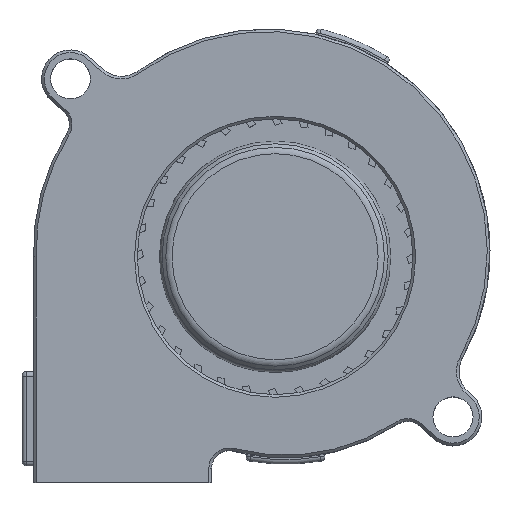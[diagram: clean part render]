
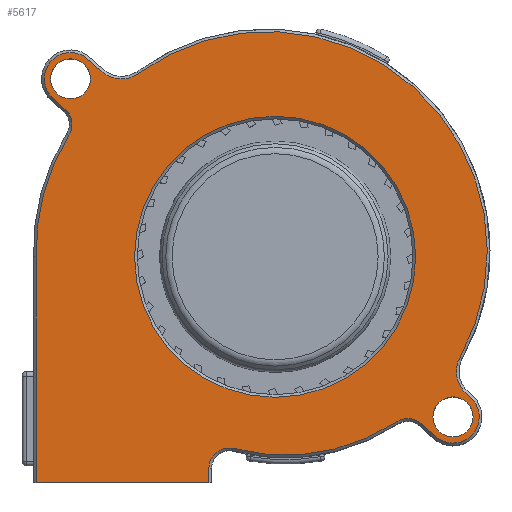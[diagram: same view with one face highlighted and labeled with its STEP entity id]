
A CAD part, top view. The second image highlights one B-rep face of the part: STEP entity #5617.
In plain terms, the highlighted planar face has unit normal (0, 0, 1).
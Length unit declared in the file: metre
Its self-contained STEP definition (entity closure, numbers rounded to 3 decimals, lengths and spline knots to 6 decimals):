
#58=FACE_BOUND('',#2083,.T.);
#59=FACE_BOUND('',#2084,.T.);
#60=FACE_BOUND('',#2085,.T.);
#314=PLANE('',#6155);
#824=LINE('',#9506,#1393);
#828=LINE('',#9518,#1397);
#834=LINE('',#9542,#1403);
#838=LINE('',#9554,#1407);
#844=LINE('',#9578,#1413);
#848=LINE('',#9587,#1417);
#849=LINE('',#9588,#1418);
#1393=VECTOR('',#7612,1.);
#1397=VECTOR('',#7624,1.);
#1403=VECTOR('',#7650,1.);
#1407=VECTOR('',#7662,1.);
#1413=VECTOR('',#7688,1.);
#1417=VECTOR('',#7696,1.);
#1418=VECTOR('',#7697,1.);
#1759=FACE_OUTER_BOUND('',#2082,.T.);
#2082=EDGE_LOOP('',(#5111,#5112,#5113,#5114,#5115,#5116,#5117,#5118,#5119,
#5120,#5121,#5122,#5123,#5124,#5125,#5126,#5127));
#2083=EDGE_LOOP('',(#5128));
#2084=EDGE_LOOP('',(#5129));
#2085=EDGE_LOOP('',(#5130));
#2332=CIRCLE('',#6121,0.0247);
#2334=CIRCLE('',#6124,0.0023);
#2336=CIRCLE('',#6128,0.00295);
#2338=CIRCLE('',#6132,0.0033);
#2340=CIRCLE('',#6135,0.0247);
#2342=CIRCLE('',#6138,0.0033);
#2344=CIRCLE('',#6142,0.00295);
#2346=CIRCLE('',#6146,0.0023);
#2348=CIRCLE('',#6149,0.0227);
#2350=CIRCLE('',#6152,0.0023);
#2351=CIRCLE('',#6156,0.0158);
#2352=CIRCLE('',#6157,0.00225);
#2353=CIRCLE('',#6158,0.00225);
#2831=VERTEX_POINT('',#9487);
#2834=VERTEX_POINT('',#9492);
#2835=VERTEX_POINT('',#9496);
#2837=VERTEX_POINT('',#9502);
#2839=VERTEX_POINT('',#9508);
#2841=VERTEX_POINT('',#9514);
#2843=VERTEX_POINT('',#9520);
#2845=VERTEX_POINT('',#9526);
#2847=VERTEX_POINT('',#9532);
#2849=VERTEX_POINT('',#9538);
#2851=VERTEX_POINT('',#9544);
#2853=VERTEX_POINT('',#9550);
#2855=VERTEX_POINT('',#9556);
#2857=VERTEX_POINT('',#9562);
#2859=VERTEX_POINT('',#9568);
#2862=VERTEX_POINT('',#9575);
#2865=VERTEX_POINT('',#9586);
#2866=VERTEX_POINT('',#9589);
#2867=VERTEX_POINT('',#9591);
#2868=VERTEX_POINT('',#9593);
#3593=EDGE_CURVE('',#2831,#2834,#2332,.T.);
#3596=EDGE_CURVE('',#2835,#2831,#2334,.F.);
#3599=EDGE_CURVE('',#2837,#2835,#824,.T.);
#3602=EDGE_CURVE('',#2839,#2837,#2336,.T.);
#3605=EDGE_CURVE('',#2841,#2839,#828,.T.);
#3608=EDGE_CURVE('',#2843,#2841,#2338,.F.);
#3611=EDGE_CURVE('',#2845,#2843,#2340,.T.);
#3614=EDGE_CURVE('',#2847,#2845,#2342,.F.);
#3617=EDGE_CURVE('',#2849,#2847,#834,.T.);
#3620=EDGE_CURVE('',#2851,#2849,#2344,.T.);
#3623=EDGE_CURVE('',#2853,#2851,#838,.T.);
#3626=EDGE_CURVE('',#2855,#2853,#2346,.F.);
#3629=EDGE_CURVE('',#2857,#2855,#2348,.T.);
#3632=EDGE_CURVE('',#2859,#2857,#2350,.F.);
#3635=EDGE_CURVE('',#2862,#2859,#844,.T.);
#3639=EDGE_CURVE('',#2834,#2865,#848,.T.);
#3640=EDGE_CURVE('',#2865,#2862,#849,.T.);
#3641=EDGE_CURVE('',#2866,#2866,#2351,.F.);
#3642=EDGE_CURVE('',#2867,#2867,#2352,.T.);
#3643=EDGE_CURVE('',#2868,#2868,#2353,.T.);
#5111=ORIENTED_EDGE('',*,*,#3593,.T.);
#5112=ORIENTED_EDGE('',*,*,#3639,.T.);
#5113=ORIENTED_EDGE('',*,*,#3640,.T.);
#5114=ORIENTED_EDGE('',*,*,#3635,.T.);
#5115=ORIENTED_EDGE('',*,*,#3632,.T.);
#5116=ORIENTED_EDGE('',*,*,#3629,.T.);
#5117=ORIENTED_EDGE('',*,*,#3626,.T.);
#5118=ORIENTED_EDGE('',*,*,#3623,.T.);
#5119=ORIENTED_EDGE('',*,*,#3620,.T.);
#5120=ORIENTED_EDGE('',*,*,#3617,.T.);
#5121=ORIENTED_EDGE('',*,*,#3614,.T.);
#5122=ORIENTED_EDGE('',*,*,#3611,.T.);
#5123=ORIENTED_EDGE('',*,*,#3608,.T.);
#5124=ORIENTED_EDGE('',*,*,#3605,.T.);
#5125=ORIENTED_EDGE('',*,*,#3602,.T.);
#5126=ORIENTED_EDGE('',*,*,#3599,.T.);
#5127=ORIENTED_EDGE('',*,*,#3596,.T.);
#5128=ORIENTED_EDGE('',*,*,#3641,.T.);
#5129=ORIENTED_EDGE('',*,*,#3642,.F.);
#5130=ORIENTED_EDGE('',*,*,#3643,.F.);
#5617=ADVANCED_FACE('',(#1759,#58,#59,#60),#314,.T.);
#6121=AXIS2_PLACEMENT_3D('',#9494,#7599,#7600);
#6124=AXIS2_PLACEMENT_3D('',#9500,#7606,#7607);
#6128=AXIS2_PLACEMENT_3D('',#9512,#7618,#7619);
#6132=AXIS2_PLACEMENT_3D('',#9524,#7630,#7631);
#6135=AXIS2_PLACEMENT_3D('',#9530,#7637,#7638);
#6138=AXIS2_PLACEMENT_3D('',#9536,#7644,#7645);
#6142=AXIS2_PLACEMENT_3D('',#9548,#7656,#7657);
#6146=AXIS2_PLACEMENT_3D('',#9560,#7668,#7669);
#6149=AXIS2_PLACEMENT_3D('',#9566,#7675,#7676);
#6152=AXIS2_PLACEMENT_3D('',#9572,#7682,#7683);
#6155=AXIS2_PLACEMENT_3D('',#9585,#7694,#7695);
#6156=AXIS2_PLACEMENT_3D('',#9590,#7698,#7699);
#6157=AXIS2_PLACEMENT_3D('',#9592,#7700,#7701);
#6158=AXIS2_PLACEMENT_3D('',#9594,#7702,#7703);
#7599=DIRECTION('center_axis',(0.,0.,
1.));
#7600=DIRECTION('ref_axis',(0.,1.,0.));
#7606=DIRECTION('center_axis',(0.,0.,
1.));
#7607=DIRECTION('ref_axis',(0.,1.,0.));
#7612=DIRECTION('',(0.749,-0.662,0.));
#7618=DIRECTION('center_axis',(0.,0.,
1.));
#7619=DIRECTION('ref_axis',(0.,1.,0.));
#7624=DIRECTION('',(-0.749,0.662,0.));
#7630=DIRECTION('center_axis',(0.,0.,
1.));
#7631=DIRECTION('ref_axis',(0.,1.,0.));
#7637=DIRECTION('center_axis',(0.,0.,
1.));
#7638=DIRECTION('ref_axis',(0.,1.,0.));
#7644=DIRECTION('center_axis',(0.,0.,
1.));
#7645=DIRECTION('ref_axis',(0.,1.,0.));
#7650=DIRECTION('',(-0.749,0.662,0.));
#7656=DIRECTION('center_axis',(0.,0.,
1.));
#7657=DIRECTION('ref_axis',(0.,1.,0.));
#7662=DIRECTION('',(0.749,-0.662,0.));
#7668=DIRECTION('center_axis',(0.,0.,
1.));
#7669=DIRECTION('ref_axis',(0.,1.,0.));
#7675=DIRECTION('center_axis',(0.,0.,
1.));
#7676=DIRECTION('ref_axis',(0.,1.,0.));
#7682=DIRECTION('center_axis',(0.,0.,
1.));
#7683=DIRECTION('ref_axis',(0.,1.,0.));
#7688=DIRECTION('',(0.,1.,0.));
#7694=DIRECTION('center_axis',(0.,0.,
1.));
#7695=DIRECTION('ref_axis',(0.,1.,0.));
#7696=DIRECTION('',(0.,-1.,0.));
#7697=DIRECTION('',(1.,0.,0.));
#7698=DIRECTION('center_axis',(0.,0.,
1.));
#7699=DIRECTION('ref_axis',(0.,1.,0.));
#7700=DIRECTION('center_axis',(0.,0.,
1.));
#7701=DIRECTION('ref_axis',(0.,1.,0.));
#7702=DIRECTION('center_axis',(0.,0.,
1.));
#7703=DIRECTION('ref_axis',(0.,1.,0.));
#9487=CARTESIAN_POINT('',(0.048237,0.033272,-0.092059));
#9492=CARTESIAN_POINT('',(0.044563,0.019606,-0.092059));
#9494=CARTESIAN_POINT('Origin',(0.069253,0.020295,-0.092059));
#9496=CARTESIAN_POINT('',(0.047803,0.036204,-0.092059));
#9500=CARTESIAN_POINT('Origin',(0.04628,0.034481,-0.092059));
#9502=CARTESIAN_POINT('',(0.046459,0.037391,-0.092059));
#9506=CARTESIAN_POINT('',(0.047803,0.036204,-0.092059));
#9508=CARTESIAN_POINT('',(0.050366,0.041813,-0.092059));
#9512=CARTESIAN_POINT('Origin',(0.048413,0.039602,-0.092059));
#9514=CARTESIAN_POINT('',(0.05195,0.040413,-0.092059));
#9518=CARTESIAN_POINT('',(0.050366,0.041813,-0.092059));
#9520=CARTESIAN_POINT('',(0.056073,0.040214,-0.092059));
#9524=CARTESIAN_POINT('Origin',(0.054136,0.042885,-0.092059));
#9526=CARTESIAN_POINT('',(0.092199,0.008288,-0.092059));
#9530=CARTESIAN_POINT('Origin',(0.07057,0.020216,-0.092059));
#9532=CARTESIAN_POINT('',(0.092904,0.004221,-0.092059));
#9536=CARTESIAN_POINT('Origin',(0.095089,0.006694,
-0.092059));
#9538=CARTESIAN_POINT('',(0.093366,0.003813,-0.092059));
#9542=CARTESIAN_POINT('',(0.092904,0.004221,-0.092059));
#9544=CARTESIAN_POINT('',(0.089459,-0.000609,-0.092059));
#9548=CARTESIAN_POINT('Origin',(0.091413,0.001602,
-0.092059));
#9550=CARTESIAN_POINT('',(0.087826,0.000835,-0.092059));
#9554=CARTESIAN_POINT('',(0.089459,-0.000609,-0.092059));
#9556=CARTESIAN_POINT('',(0.085039,0.001033,-0.092059));
#9560=CARTESIAN_POINT('Origin',(0.086303,-0.000888,
-0.092059));
#9562=CARTESIAN_POINT('',(0.066843,-0.001967,-0.092059));
#9566=CARTESIAN_POINT('Origin',(0.072566,0.02,-0.092059));
#9568=CARTESIAN_POINT('',(0.063963,-0.004193,-0.092059));
#9572=CARTESIAN_POINT('Origin',(0.066263,-0.004193,
-0.092059));
#9575=CARTESIAN_POINT('',(0.063963,-0.005798,-0.092059));
#9578=CARTESIAN_POINT('',(0.063963,-0.004193,-0.092059));
#9585=CARTESIAN_POINT('Origin',(0.069253,0.020295,-0.092059));
#9586=CARTESIAN_POINT('',(0.044563,-0.005798,-0.092059));
#9587=CARTESIAN_POINT('',(0.044563,-0.005798,-0.092059));
#9588=CARTESIAN_POINT('',(0.064263,-0.005798,-0.092059));
#9589=CARTESIAN_POINT('',(0.071413,0.003802,-0.092059));
#9590=CARTESIAN_POINT('Origin',(0.071413,0.019602,-0.092059));
#9591=CARTESIAN_POINT('',(0.091413,-0.000648,-0.092059));
#9592=CARTESIAN_POINT('Origin',(0.091413,0.001602,
-0.092059));
#9593=CARTESIAN_POINT('',(0.048413,0.037352,-0.092059));
#9594=CARTESIAN_POINT('Origin',(0.048413,0.039602,-0.092059));
